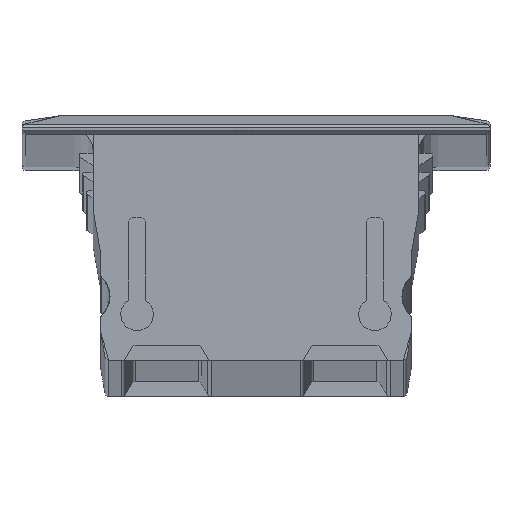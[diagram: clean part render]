
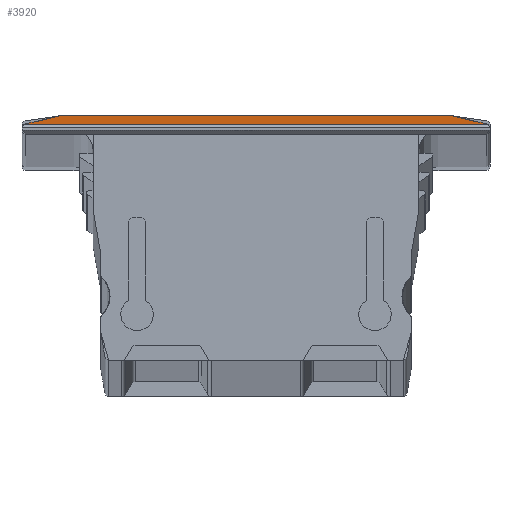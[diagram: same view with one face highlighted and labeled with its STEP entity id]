
A CAD part, top view. The second image highlights one B-rep face of the part: STEP entity #3920.
In plain terms, the highlighted face is planar.
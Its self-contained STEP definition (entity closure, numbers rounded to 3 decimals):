
#384 = CARTESIAN_POINT ( 'NONE',  ( 16.438, -3.144, -2.95 ) ) ;
#649 = VERTEX_POINT ( 'NONE', #4650 ) ;
#753 = VERTEX_POINT ( 'NONE', #384 ) ;
#1064 = VECTOR ( 'NONE', #2567, 1000. ) ;
#1197 = EDGE_CURVE ( 'NONE', #753, #649, #1629, .T. ) ;
#1220 = CARTESIAN_POINT ( 'NONE',  ( -6.362, -3.607, -4.847 ) ) ;
#1297 = EDGE_LOOP ( 'NONE', ( #4035, #4950, #2226, #2174 ) ) ;
#1313 = CARTESIAN_POINT ( 'NONE',  ( -6.209, -3.607, -4.847 ) ) ;
#1362 = FACE_OUTER_BOUND ( 'NONE', #1297, .T. ) ;
#1605 = CARTESIAN_POINT ( 'NONE',  ( -4.312, -3.144, -2.95 ) ) ;
#1629 = LINE ( 'NONE', #1605, #2410 ) ;
#2163 = CARTESIAN_POINT ( 'NONE',  ( 16.438, -3.144, -2.95 ) ) ;
#2174 = ORIENTED_EDGE ( 'NONE', *, *, #1197, .F. ) ;
#2178 = CARTESIAN_POINT ( 'NONE',  ( -5.307, -3.387, -3.945 ) ) ;
#2190 = CARTESIAN_POINT ( 'NONE',  ( 18.336, -3.607, -4.847 ) ) ;
#2226 = ORIENTED_EDGE ( 'NONE', *, *, #3298, .F. ) ;
#2340 = VERTEX_POINT ( 'NONE', #1313 ) ;
#2410 = VECTOR ( 'NONE', #4093, 1000. ) ;
#2502 = DIRECTION ( 'NONE',  ( 1., 0., 0. ) ) ;
#2512 = VERTEX_POINT ( 'NONE', #2190 ) ;
#2567 = DIRECTION ( 'NONE',  ( -0.697, -0.17, -0.697 ) ) ;
#2653 = DIRECTION ( 'NONE',  ( -0.697, 0.17, 0.697 ) ) ;
#2894 = PLANE ( 'NONE',  #4068 ) ;
#2993 = EDGE_CURVE ( 'NONE', #2512, #753, #4274, .T. ) ;
#3298 = EDGE_CURVE ( 'NONE', #649, #2340, #4539, .T. ) ;
#3342 = VECTOR ( 'NONE', #2653, 1000. ) ;
#3596 = DIRECTION ( 'NONE',  ( -1., 0., 0. ) ) ;
#3781 = DIRECTION ( 'NONE',  ( 0., 0.972, -0.237 ) ) ;
#3882 = CARTESIAN_POINT ( 'NONE',  ( 16.438, -3.144, -2.95 ) ) ;
#3920 = ADVANCED_FACE ( 'NONE', ( #1362 ), #2894, .T. ) ;
#4035 = ORIENTED_EDGE ( 'NONE', *, *, #2993, .F. ) ;
#4068 = AXIS2_PLACEMENT_3D ( 'NONE', #2163, #3781, #2502 ) ;
#4093 = DIRECTION ( 'NONE',  ( -1., 0., 0. ) ) ;
#4274 = LINE ( 'NONE', #3882, #3342 ) ;
#4539 = LINE ( 'NONE', #2178, #1064 ) ;
#4650 = CARTESIAN_POINT ( 'NONE',  ( -4.312, -3.144, -2.95 ) ) ;
#4656 = EDGE_CURVE ( 'NONE', #2512, #2340, #4801, .T. ) ;
#4801 = LINE ( 'NONE', #1220, #4832 ) ;
#4832 = VECTOR ( 'NONE', #3596, 1000. ) ;
#4950 = ORIENTED_EDGE ( 'NONE', *, *, #4656, .T. ) ;
